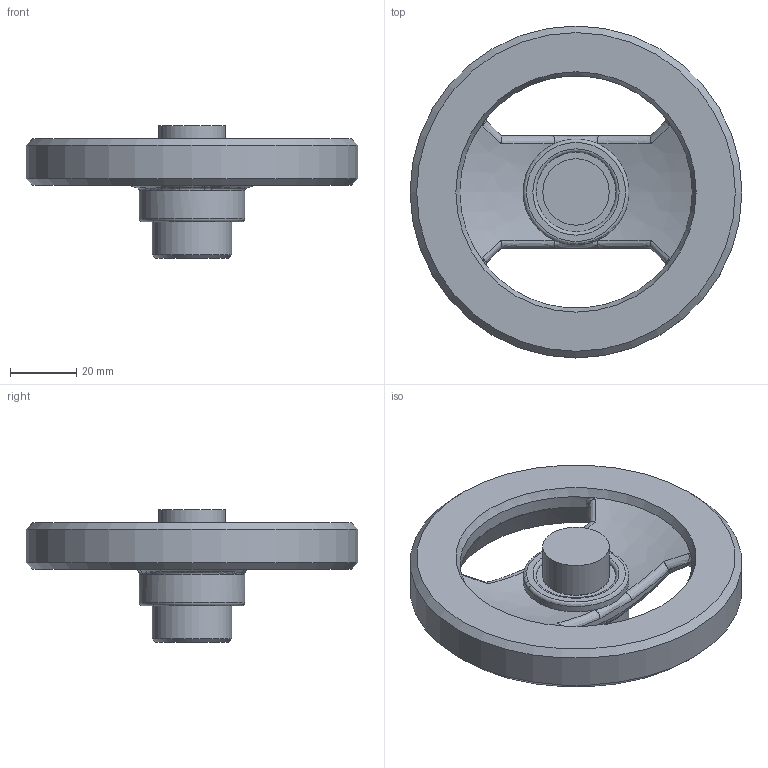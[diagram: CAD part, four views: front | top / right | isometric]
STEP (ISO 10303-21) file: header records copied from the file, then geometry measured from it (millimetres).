
FILE_DESCRIPTION( ( 'Unknown' ), '1' );
FILE_NAME( '6106005_VR2A_100.stp', 'Unknown', ( 'Unknown' ), ( 'Unknown' ), 'PSStep 10.0', 'Unknown', ' ' );
FILE_SCHEMA( ( 'automotive_design' ) );
Length unit declared in the file: millimetre
Products named in the file (3): Assem1; 6106005; 1831056
Bounding box: 100 x 100 x 39.9 mm (x, y, z)
Volume: 158154.7 mm3; surface area: 48177.1 mm2
Topology: 4 solids, 4 shells, 154 faces, 388 edges, 242 vertices
Faces by surface type: bspline 76, plane 28, cylinder 22, cone 18, torus 10
Full cylindrical faces by diameter (mm): 4 x2, 20 x4, 24 x2, 26 x4, 31.85 x2, 31.9 x2, 100 x2
Entity records: 5013 total; most frequent: CARTESIAN_POINT 3495, ORIENTED_EDGE 322, DIRECTION 198, EDGE_CURVE 161, VERTEX_POINT 112, EDGE_LOOP 104, B_SPLINE_CURVE_WITH_KNOTS 104, AXIS2_PLACEMENT_3D 99
